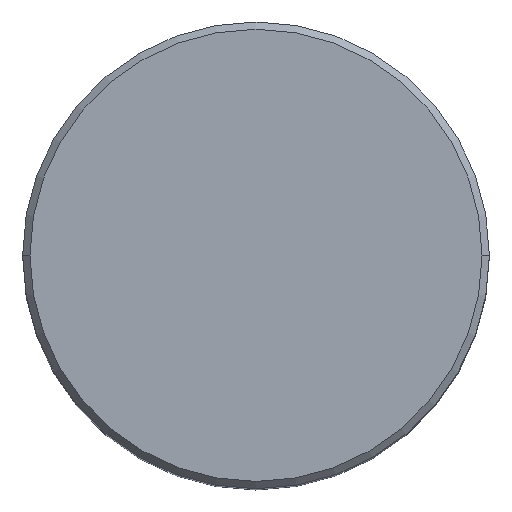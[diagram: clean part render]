
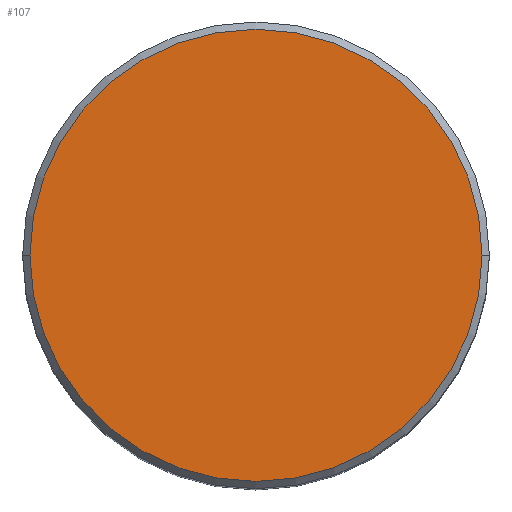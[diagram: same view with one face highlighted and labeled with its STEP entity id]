
A CAD part, top view. The second image highlights one B-rep face of the part: STEP entity #107.
In plain terms, the highlighted planar face has unit normal (0, 0, 1).
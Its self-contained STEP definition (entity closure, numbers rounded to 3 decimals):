
#34 = EDGE_CURVE ( 'NONE', #82, #84, #265, .T. ) ;
#40 = ORIENTED_EDGE ( 'NONE', *, *, #85, .T. ) ;
#74 = ORIENTED_EDGE ( 'NONE', *, *, #34, .T. ) ;
#82 = VERTEX_POINT ( 'NONE', #397 ) ;
#84 = VERTEX_POINT ( 'NONE', #301 ) ;
#85 = EDGE_CURVE ( 'NONE', #84, #82, #306, .T. ) ;
#94 = EDGE_LOOP ( 'NONE', ( #74, #40 ) ) ;
#107 = ADVANCED_FACE ( 'NONE', ( #431 ), #395, .T. ) ;
#256 = DIRECTION ( 'NONE',  ( 1., 0., 0. ) ) ;
#257 = DIRECTION ( 'NONE',  ( 0., 0., 1. ) ) ;
#258 = CARTESIAN_POINT ( 'NONE',  ( 0., 0., 0. ) ) ;
#265 = CIRCLE ( 'NONE', #271, 15.5 ) ;
#271 = AXIS2_PLACEMENT_3D ( 'NONE', #258, #257, #256 ) ;
#296 = DIRECTION ( 'NONE',  ( 1., 0., 0. ) ) ;
#297 = DIRECTION ( 'NONE',  ( 0., 0., 1. ) ) ;
#298 = CARTESIAN_POINT ( 'NONE',  ( 0., 0., 0. ) ) ;
#299 = AXIS2_PLACEMENT_3D ( 'NONE', #298, #297, #296 ) ;
#301 = CARTESIAN_POINT ( 'NONE',  ( 15.5, 0., 0. ) ) ;
#306 = CIRCLE ( 'NONE', #299, 15.5 ) ;
#391 = DIRECTION ( 'NONE',  ( 1., 0., 0. ) ) ;
#392 = DIRECTION ( 'NONE',  ( 0., 0., 1. ) ) ;
#393 = CARTESIAN_POINT ( 'NONE',  ( 0., 0., 0. ) ) ;
#394 = AXIS2_PLACEMENT_3D ( 'NONE', #393, #392, #391 ) ;
#395 = PLANE ( 'NONE',  #394 ) ;
#397 = CARTESIAN_POINT ( 'NONE',  ( -15.5, 0., 0. ) ) ;
#431 = FACE_OUTER_BOUND ( 'NONE', #94, .T. ) ;
